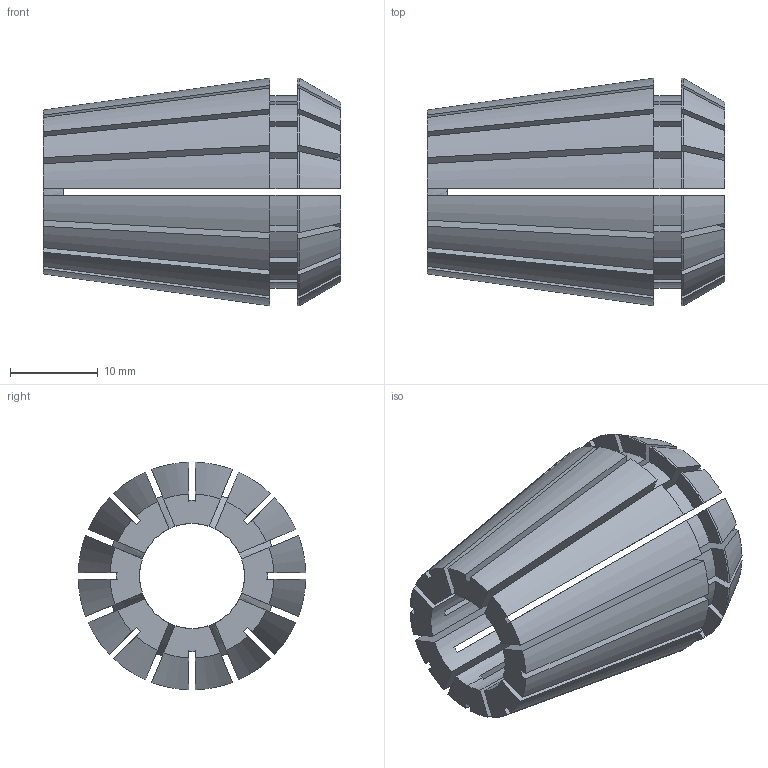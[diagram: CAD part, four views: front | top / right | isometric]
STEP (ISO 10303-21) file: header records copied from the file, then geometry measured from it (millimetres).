
FILE_DESCRIPTION (( 'STEP AP203' ), '1' );
FILE_NAME ('04225-12.STEP', '2017-04-06T03:03:14', ( '' ), ( '' ), 'SwSTEP 2.0', 'SolidWorks 2015', '' );
FILE_SCHEMA (( 'CONFIG_CONTROL_DESIGN' ));
Length unit declared in the file: millimetre
Products named in the file (1): 04225-12
Bounding box: 34 x 25.99 x 25.99 mm (x, y, z)
Volume: 7683.2 mm3; surface area: 9125.7 mm2
Topology: 1 solids, 1 shells, 162 faces, 486 edges, 324 vertices
Faces by surface type: plane 80, cylinder 50, cone 32
Entity records: 5834 total; most frequent: CARTESIAN_POINT 1378, ORIENTED_EDGE 972, DIRECTION 892, EDGE_CURVE 486, AXIS2_PLACEMENT_3D 325, VERTEX_POINT 324, VECTOR 242, LINE 242
